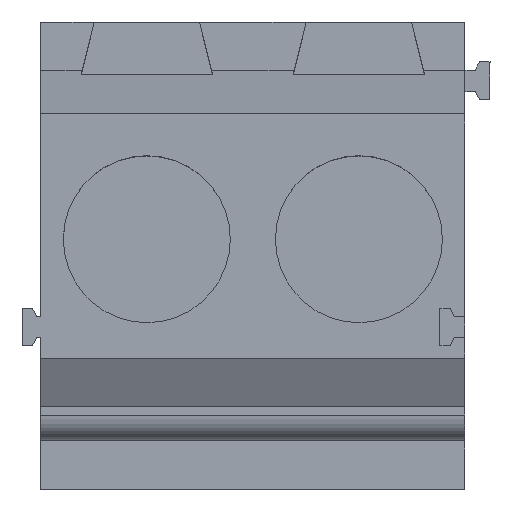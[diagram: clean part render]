
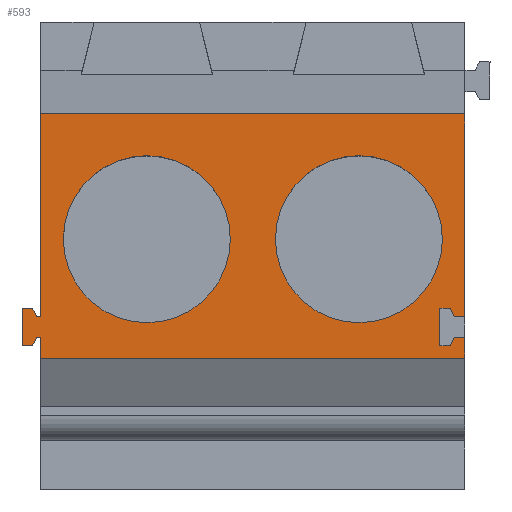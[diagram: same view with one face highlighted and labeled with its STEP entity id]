
A CAD part, top view. The second image highlights one B-rep face of the part: STEP entity #593.
In plain terms, the highlighted planar face has unit normal (0, 0, 1).
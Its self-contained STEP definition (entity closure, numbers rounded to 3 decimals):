
#409=AXIS2_PLACEMENT_3D('Plane Axis2P3D',#406,#407,#408) ;
#559=AXIS2_PLACEMENT_3D('Circle Axis2P3D',#557,#558,$) ;
#568=AXIS2_PLACEMENT_3D('Circle Axis2P3D',#566,#567,$) ;
#577=AXIS2_PLACEMENT_3D('Circle Axis2P3D',#575,#576,$) ;
#586=AXIS2_PLACEMENT_3D('Circle Axis2P3D',#584,#585,$) ;
#290=CARTESIAN_POINT('Vertex',(0.35,3.61,40.1)) ;
#304=CARTESIAN_POINT('Vertex',(0.45,3.61,40.1)) ;
#307=CARTESIAN_POINT('Line Origine',(0.4,3.61,40.1)) ;
#330=CARTESIAN_POINT('Vertex',(0.25,3.41,40.1)) ;
#338=CARTESIAN_POINT('Line Origine',(0.3,3.51,40.1)) ;
#406=CARTESIAN_POINT('Axis2P3D Location',(0.,8.96,40.1)) ;
#411=CARTESIAN_POINT('Line Origine',(10.61,6.535,40.1)) ;
#415=CARTESIAN_POINT('Vertex',(10.61,4.11,40.1)) ;
#417=CARTESIAN_POINT('Vertex',(10.61,8.96,40.1)) ;
#420=CARTESIAN_POINT('Line Origine',(5.53,8.96,40.1)) ;
#424=CARTESIAN_POINT('Vertex',(0.45,8.96,40.1)) ;
#427=CARTESIAN_POINT('Line Origine',(0.45,6.535,40.1)) ;
#431=CARTESIAN_POINT('Vertex',(0.45,4.11,40.1)) ;
#434=CARTESIAN_POINT('Line Origine',(0.4,4.11,40.1)) ;
#438=CARTESIAN_POINT('Vertex',(0.35,4.11,40.1)) ;
#441=CARTESIAN_POINT('Line Origine',(0.3,4.21,40.1)) ;
#445=CARTESIAN_POINT('Vertex',(0.25,4.31,40.1)) ;
#448=CARTESIAN_POINT('Line Origine',(0.125,4.31,40.1)) ;
#452=CARTESIAN_POINT('Vertex',(0.,4.31,40.1)) ;
#455=CARTESIAN_POINT('Line Origine',(0.,3.86,40.1)) ;
#459=CARTESIAN_POINT('Vertex',(0.,3.41,40.1)) ;
#462=CARTESIAN_POINT('Line Origine',(0.125,3.41,40.1)) ;
#467=CARTESIAN_POINT('Line Origine',(0.45,3.36,40.1)) ;
#471=CARTESIAN_POINT('Vertex',(0.45,3.11,40.1)) ;
#474=CARTESIAN_POINT('Line Origine',(5.53,3.11,40.1)) ;
#478=CARTESIAN_POINT('Vertex',(10.61,3.11,40.1)) ;
#481=CARTESIAN_POINT('Line Origine',(10.61,3.36,40.1)) ;
#485=CARTESIAN_POINT('Vertex',(10.61,3.61,40.1)) ;
#488=CARTESIAN_POINT('Line Origine',(10.485,3.61,40.1)) ;
#492=CARTESIAN_POINT('Vertex',(10.36,3.61,40.1)) ;
#495=CARTESIAN_POINT('Line Origine',(10.31,3.51,40.1)) ;
#499=CARTESIAN_POINT('Vertex',(10.26,3.41,40.1)) ;
#502=CARTESIAN_POINT('Line Origine',(10.135,3.41,40.1)) ;
#506=CARTESIAN_POINT('Vertex',(10.01,3.41,40.1)) ;
#509=CARTESIAN_POINT('Line Origine',(10.01,3.86,40.1)) ;
#513=CARTESIAN_POINT('Vertex',(10.01,4.31,40.1)) ;
#516=CARTESIAN_POINT('Line Origine',(10.135,4.31,40.1)) ;
#520=CARTESIAN_POINT('Vertex',(10.26,4.31,40.1)) ;
#523=CARTESIAN_POINT('Line Origine',(10.31,4.21,40.1)) ;
#527=CARTESIAN_POINT('Vertex',(10.36,4.11,40.1)) ;
#530=CARTESIAN_POINT('Line Origine',(10.485,4.11,40.1)) ;
#557=CARTESIAN_POINT('Axis2P3D Location',(2.99,5.96,40.1)) ;
#561=CARTESIAN_POINT('Vertex',(2.99,7.96,40.1)) ;
#563=CARTESIAN_POINT('Vertex',(2.99,3.96,40.1)) ;
#566=CARTESIAN_POINT('Axis2P3D Location',(2.99,5.96,40.1)) ;
#575=CARTESIAN_POINT('Axis2P3D Location',(8.07,5.96,40.1)) ;
#579=CARTESIAN_POINT('Vertex',(8.07,7.96,40.1)) ;
#581=CARTESIAN_POINT('Vertex',(8.07,3.96,40.1)) ;
#584=CARTESIAN_POINT('Axis2P3D Location',(8.07,5.96,40.1)) ;
#308=DIRECTION('Vector Direction',(1.,0.,0.)) ;
#339=DIRECTION('Vector Direction',(0.447,0.894,0.)) ;
#407=DIRECTION('Axis2P3D Direction',(0.,0.,1.)) ;
#408=DIRECTION('Axis2P3D XDirection',(0.,-1.,0.)) ;
#412=DIRECTION('Vector Direction',(0.,-1.,0.)) ;
#421=DIRECTION('Vector Direction',(1.,0.,0.)) ;
#428=DIRECTION('Vector Direction',(0.,-1.,0.)) ;
#435=DIRECTION('Vector Direction',(-1.,0.,0.)) ;
#442=DIRECTION('Vector Direction',(-0.447,0.894,0.)) ;
#449=DIRECTION('Vector Direction',(-1.,0.,0.)) ;
#456=DIRECTION('Vector Direction',(0.,-1.,0.)) ;
#463=DIRECTION('Vector Direction',(1.,0.,0.)) ;
#468=DIRECTION('Vector Direction',(0.,-1.,0.)) ;
#475=DIRECTION('Vector Direction',(1.,0.,0.)) ;
#482=DIRECTION('Vector Direction',(0.,-1.,0.)) ;
#489=DIRECTION('Vector Direction',(1.,0.,0.)) ;
#496=DIRECTION('Vector Direction',(0.447,0.894,0.)) ;
#503=DIRECTION('Vector Direction',(1.,0.,0.)) ;
#510=DIRECTION('Vector Direction',(0.,-1.,0.)) ;
#517=DIRECTION('Vector Direction',(-1.,0.,0.)) ;
#524=DIRECTION('Vector Direction',(-0.447,0.894,0.)) ;
#531=DIRECTION('Vector Direction',(-1.,0.,0.)) ;
#558=DIRECTION('Axis2P3D Direction',(0.,0.,1.)) ;
#567=DIRECTION('Axis2P3D Direction',(0.,0.,1.)) ;
#576=DIRECTION('Axis2P3D Direction',(0.,0.,1.)) ;
#585=DIRECTION('Axis2P3D Direction',(0.,0.,1.)) ;
#309=VECTOR('Line Direction',#308,1.) ;
#340=VECTOR('Line Direction',#339,1.) ;
#413=VECTOR('Line Direction',#412,1.) ;
#422=VECTOR('Line Direction',#421,1.) ;
#429=VECTOR('Line Direction',#428,1.) ;
#436=VECTOR('Line Direction',#435,1.) ;
#443=VECTOR('Line Direction',#442,1.) ;
#450=VECTOR('Line Direction',#449,1.) ;
#457=VECTOR('Line Direction',#456,1.) ;
#464=VECTOR('Line Direction',#463,1.) ;
#469=VECTOR('Line Direction',#468,1.) ;
#476=VECTOR('Line Direction',#475,1.) ;
#483=VECTOR('Line Direction',#482,1.) ;
#490=VECTOR('Line Direction',#489,1.) ;
#497=VECTOR('Line Direction',#496,1.) ;
#504=VECTOR('Line Direction',#503,1.) ;
#511=VECTOR('Line Direction',#510,1.) ;
#518=VECTOR('Line Direction',#517,1.) ;
#525=VECTOR('Line Direction',#524,1.) ;
#532=VECTOR('Line Direction',#531,1.) ;
#536=ORIENTED_EDGE('',*,*,#419,.T.) ;
#537=ORIENTED_EDGE('',*,*,#426,.F.) ;
#538=ORIENTED_EDGE('',*,*,#433,.F.) ;
#539=ORIENTED_EDGE('',*,*,#440,.T.) ;
#540=ORIENTED_EDGE('',*,*,#447,.T.) ;
#541=ORIENTED_EDGE('',*,*,#454,.T.) ;
#542=ORIENTED_EDGE('',*,*,#461,.T.) ;
#543=ORIENTED_EDGE('',*,*,#466,.T.) ;
#544=ORIENTED_EDGE('',*,*,#342,.T.) ;
#545=ORIENTED_EDGE('',*,*,#311,.T.) ;
#546=ORIENTED_EDGE('',*,*,#473,.F.) ;
#547=ORIENTED_EDGE('',*,*,#480,.T.) ;
#548=ORIENTED_EDGE('',*,*,#487,.T.) ;
#549=ORIENTED_EDGE('',*,*,#494,.F.) ;
#550=ORIENTED_EDGE('',*,*,#501,.F.) ;
#551=ORIENTED_EDGE('',*,*,#508,.F.) ;
#552=ORIENTED_EDGE('',*,*,#515,.F.) ;
#553=ORIENTED_EDGE('',*,*,#522,.F.) ;
#554=ORIENTED_EDGE('',*,*,#529,.F.) ;
#555=ORIENTED_EDGE('',*,*,#534,.F.) ;
#572=ORIENTED_EDGE('',*,*,#565,.F.) ;
#573=ORIENTED_EDGE('',*,*,#570,.F.) ;
#590=ORIENTED_EDGE('',*,*,#583,.F.) ;
#591=ORIENTED_EDGE('',*,*,#588,.F.) ;
#574=FACE_BOUND('',#571,.T.) ;
#592=FACE_BOUND('',#589,.T.) ;
#593=ADVANCED_FACE('HOUSING',(#556,#574,#592),#410,.T.) ;
#560=CIRCLE('generated circle',#559,2.) ;
#569=CIRCLE('generated circle',#568,2.) ;
#578=CIRCLE('generated circle',#577,2.) ;
#587=CIRCLE('generated circle',#586,2.) ;
#311=EDGE_CURVE('',#291,#305,#310,.T.) ;
#342=EDGE_CURVE('',#331,#291,#341,.T.) ;
#419=EDGE_CURVE('',#416,#418,#414,.F.) ;
#426=EDGE_CURVE('',#425,#418,#423,.T.) ;
#433=EDGE_CURVE('',#432,#425,#430,.F.) ;
#440=EDGE_CURVE('',#432,#439,#437,.T.) ;
#447=EDGE_CURVE('',#439,#446,#444,.T.) ;
#454=EDGE_CURVE('',#446,#453,#451,.T.) ;
#461=EDGE_CURVE('',#453,#460,#458,.T.) ;
#466=EDGE_CURVE('',#460,#331,#465,.T.) ;
#473=EDGE_CURVE('',#472,#305,#470,.F.) ;
#480=EDGE_CURVE('',#472,#479,#477,.T.) ;
#487=EDGE_CURVE('',#479,#486,#484,.F.) ;
#494=EDGE_CURVE('',#493,#486,#491,.T.) ;
#501=EDGE_CURVE('',#500,#493,#498,.T.) ;
#508=EDGE_CURVE('',#507,#500,#505,.T.) ;
#515=EDGE_CURVE('',#514,#507,#512,.T.) ;
#522=EDGE_CURVE('',#521,#514,#519,.T.) ;
#529=EDGE_CURVE('',#528,#521,#526,.T.) ;
#534=EDGE_CURVE('',#416,#528,#533,.T.) ;
#565=EDGE_CURVE('',#562,#564,#560,.T.) ;
#570=EDGE_CURVE('',#564,#562,#569,.T.) ;
#583=EDGE_CURVE('',#580,#582,#578,.T.) ;
#588=EDGE_CURVE('',#582,#580,#587,.T.) ;
#535=EDGE_LOOP('',(#536,#537,#538,#539,#540,#541,#542,#543,#544,#545,#546,#547,#548,#549,#550,#551,#552,#553,#554,#555)) ;
#571=EDGE_LOOP('',(#572,#573)) ;
#589=EDGE_LOOP('',(#590,#591)) ;
#556=FACE_OUTER_BOUND('',#535,.T.) ;
#310=LINE('Line',#307,#309) ;
#341=LINE('Line',#338,#340) ;
#414=LINE('Line',#411,#413) ;
#423=LINE('Line',#420,#422) ;
#430=LINE('Line',#427,#429) ;
#437=LINE('Line',#434,#436) ;
#444=LINE('Line',#441,#443) ;
#451=LINE('Line',#448,#450) ;
#458=LINE('Line',#455,#457) ;
#465=LINE('Line',#462,#464) ;
#470=LINE('Line',#467,#469) ;
#477=LINE('Line',#474,#476) ;
#484=LINE('Line',#481,#483) ;
#491=LINE('Line',#488,#490) ;
#498=LINE('Line',#495,#497) ;
#505=LINE('Line',#502,#504) ;
#512=LINE('Line',#509,#511) ;
#519=LINE('Line',#516,#518) ;
#526=LINE('Line',#523,#525) ;
#533=LINE('Line',#530,#532) ;
#410=PLANE('',#409) ;
#291=VERTEX_POINT('',#290) ;
#305=VERTEX_POINT('',#304) ;
#331=VERTEX_POINT('',#330) ;
#416=VERTEX_POINT('',#415) ;
#418=VERTEX_POINT('',#417) ;
#425=VERTEX_POINT('',#424) ;
#432=VERTEX_POINT('',#431) ;
#439=VERTEX_POINT('',#438) ;
#446=VERTEX_POINT('',#445) ;
#453=VERTEX_POINT('',#452) ;
#460=VERTEX_POINT('',#459) ;
#472=VERTEX_POINT('',#471) ;
#479=VERTEX_POINT('',#478) ;
#486=VERTEX_POINT('',#485) ;
#493=VERTEX_POINT('',#492) ;
#500=VERTEX_POINT('',#499) ;
#507=VERTEX_POINT('',#506) ;
#514=VERTEX_POINT('',#513) ;
#521=VERTEX_POINT('',#520) ;
#528=VERTEX_POINT('',#527) ;
#562=VERTEX_POINT('',#561) ;
#564=VERTEX_POINT('',#563) ;
#580=VERTEX_POINT('',#579) ;
#582=VERTEX_POINT('',#581) ;
